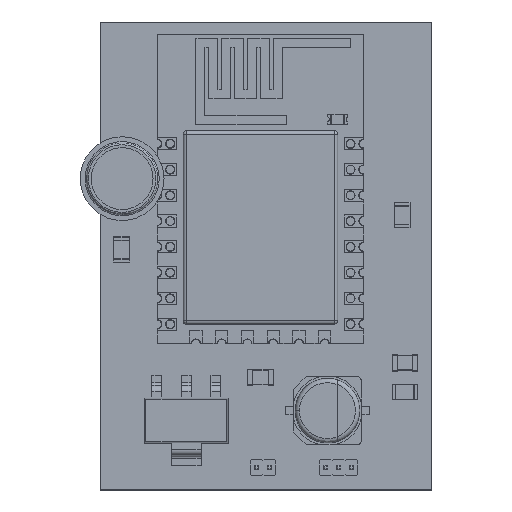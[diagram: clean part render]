
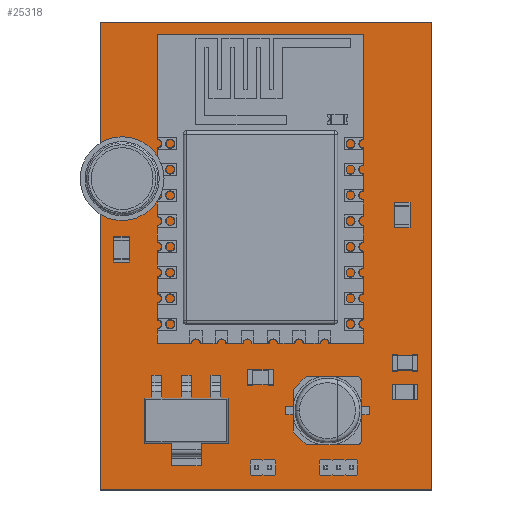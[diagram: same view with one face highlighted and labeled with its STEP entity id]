
A CAD part, top view. The second image highlights one B-rep face of the part: STEP entity #25318.
In plain terms, the highlighted planar face has unit normal (0, 0, 1).
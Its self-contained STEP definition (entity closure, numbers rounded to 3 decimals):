
#25129 = VERTEX_POINT('',#25130);
#25130 = CARTESIAN_POINT('',(150.47,-94.285,1.6));
#25136 = EDGE_CURVE('',#25129,#25137,#25139,.T.);
#25137 = VERTEX_POINT('',#25138);
#25138 = CARTESIAN_POINT('',(124.765,-94.285,1.6));
#25139 = LINE('',#25140,#25141);
#25140 = CARTESIAN_POINT('',(150.47,-94.285,1.6));
#25141 = VECTOR('',#25142,1.);
#25142 = DIRECTION('',(-1.,0.,0.));
#25169 = VERTEX_POINT('',#25170);
#25170 = CARTESIAN_POINT('',(150.47,-57.963,1.6));
#25176 = EDGE_CURVE('',#25169,#25129,#25177,.T.);
#25177 = LINE('',#25178,#25179);
#25178 = CARTESIAN_POINT('',(150.47,-57.963,1.6));
#25179 = VECTOR('',#25180,1.);
#25180 = DIRECTION('',(0.,-1.,0.));
#25198 = EDGE_CURVE('',#25137,#25199,#25201,.T.);
#25199 = VERTEX_POINT('',#25200);
#25200 = CARTESIAN_POINT('',(124.765,-57.963,1.6));
#25201 = LINE('',#25202,#25203);
#25202 = CARTESIAN_POINT('',(124.765,-94.285,1.6));
#25203 = VECTOR('',#25204,1.);
#25204 = DIRECTION('',(0.,1.,0.));
#25318 = ADVANCED_FACE('',(#25319,#25330,#25341,#25352,#25363,#25374,
    #25385,#25396),#25407,.T.);
#25319 = FACE_BOUND('',#25320,.T.);
#25320 = EDGE_LOOP('',(#25321,#25322,#25323,#25329));
#25321 = ORIENTED_EDGE('',*,*,#25136,.F.);
#25322 = ORIENTED_EDGE('',*,*,#25176,.F.);
#25323 = ORIENTED_EDGE('',*,*,#25324,.F.);
#25324 = EDGE_CURVE('',#25199,#25169,#25325,.T.);
#25325 = LINE('',#25326,#25327);
#25326 = CARTESIAN_POINT('',(124.765,-57.963,1.6));
#25327 = VECTOR('',#25328,1.);
#25328 = DIRECTION('',(1.,0.,0.));
#25329 = ORIENTED_EDGE('',*,*,#25198,.F.);
#25330 = FACE_BOUND('',#25331,.T.);
#25331 = EDGE_LOOP('',(#25332));
#25332 = ORIENTED_EDGE('',*,*,#25333,.T.);
#25333 = EDGE_CURVE('',#25334,#25334,#25336,.T.);
#25334 = VERTEX_POINT('',#25335);
#25335 = CARTESIAN_POINT('',(136.871,-92.808,1.6));
#25336 = CIRCLE('',#25337,0.25);
#25337 = AXIS2_PLACEMENT_3D('',#25338,#25339,#25340);
#25338 = CARTESIAN_POINT('',(136.871,-92.558,1.6));
#25339 = DIRECTION('',(-0.,0.,-1.));
#25340 = DIRECTION('',(-0.,-1.,0.));
#25341 = FACE_BOUND('',#25342,.T.);
#25342 = EDGE_LOOP('',(#25343));
#25343 = ORIENTED_EDGE('',*,*,#25344,.T.);
#25344 = EDGE_CURVE('',#25345,#25345,#25347,.T.);
#25345 = VERTEX_POINT('',#25346);
#25346 = CARTESIAN_POINT('',(137.871,-92.808,1.6));
#25347 = CIRCLE('',#25348,0.25);
#25348 = AXIS2_PLACEMENT_3D('',#25349,#25350,#25351);
#25349 = CARTESIAN_POINT('',(137.871,-92.558,1.6));
#25350 = DIRECTION('',(-0.,0.,-1.));
#25351 = DIRECTION('',(-0.,-1.,0.));
#25352 = FACE_BOUND('',#25353,.T.);
#25353 = EDGE_LOOP('',(#25354));
#25354 = ORIENTED_EDGE('',*,*,#25355,.T.);
#25355 = EDGE_CURVE('',#25356,#25356,#25358,.T.);
#25356 = VERTEX_POINT('',#25357);
#25357 = CARTESIAN_POINT('',(142.24,-92.808,1.6));
#25358 = CIRCLE('',#25359,0.25);
#25359 = AXIS2_PLACEMENT_3D('',#25360,#25361,#25362);
#25360 = CARTESIAN_POINT('',(142.24,-92.558,1.6));
#25361 = DIRECTION('',(-0.,0.,-1.));
#25362 = DIRECTION('',(-0.,-1.,0.));
#25363 = FACE_BOUND('',#25364,.T.);
#25364 = EDGE_LOOP('',(#25365));
#25365 = ORIENTED_EDGE('',*,*,#25366,.T.);
#25366 = EDGE_CURVE('',#25367,#25367,#25369,.T.);
#25367 = VERTEX_POINT('',#25368);
#25368 = CARTESIAN_POINT('',(143.24,-92.808,1.6));
#25369 = CIRCLE('',#25370,0.25);
#25370 = AXIS2_PLACEMENT_3D('',#25371,#25372,#25373);
#25371 = CARTESIAN_POINT('',(143.24,-92.558,1.6));
#25372 = DIRECTION('',(-0.,0.,-1.));
#25373 = DIRECTION('',(-0.,-1.,0.));
#25374 = FACE_BOUND('',#25375,.T.);
#25375 = EDGE_LOOP('',(#25376));
#25376 = ORIENTED_EDGE('',*,*,#25377,.T.);
#25377 = EDGE_CURVE('',#25378,#25378,#25380,.T.);
#25378 = VERTEX_POINT('',#25379);
#25379 = CARTESIAN_POINT('',(144.24,-92.808,1.6));
#25380 = CIRCLE('',#25381,0.25);
#25381 = AXIS2_PLACEMENT_3D('',#25382,#25383,#25384);
#25382 = CARTESIAN_POINT('',(144.24,-92.558,1.6));
#25383 = DIRECTION('',(-0.,0.,-1.));
#25384 = DIRECTION('',(-0.,-1.,0.));
#25385 = FACE_BOUND('',#25386,.T.);
#25386 = EDGE_LOOP('',(#25387));
#25387 = ORIENTED_EDGE('',*,*,#25388,.T.);
#25388 = EDGE_CURVE('',#25389,#25389,#25391,.T.);
#25389 = VERTEX_POINT('',#25390);
#25390 = CARTESIAN_POINT('',(126.441,-72.231,1.6));
#25391 = CIRCLE('',#25392,0.4);
#25392 = AXIS2_PLACEMENT_3D('',#25393,#25394,#25395);
#25393 = CARTESIAN_POINT('',(126.441,-71.831,1.6));
#25394 = DIRECTION('',(-0.,0.,-1.));
#25395 = DIRECTION('',(0.,-1.,0.));
#25396 = FACE_BOUND('',#25397,.T.);
#25397 = EDGE_LOOP('',(#25398));
#25398 = ORIENTED_EDGE('',*,*,#25399,.T.);
#25399 = EDGE_CURVE('',#25400,#25400,#25402,.T.);
#25400 = VERTEX_POINT('',#25401);
#25401 = CARTESIAN_POINT('',(126.441,-68.831,1.6));
#25402 = CIRCLE('',#25403,0.4);
#25403 = AXIS2_PLACEMENT_3D('',#25404,#25405,#25406);
#25404 = CARTESIAN_POINT('',(126.441,-68.431,1.6));
#25405 = DIRECTION('',(-0.,0.,-1.));
#25406 = DIRECTION('',(0.,-1.,0.));
#25407 = PLANE('',#25408);
#25408 = AXIS2_PLACEMENT_3D('',#25409,#25410,#25411);
#25409 = CARTESIAN_POINT('',(0.,0.,1.6));
#25410 = DIRECTION('',(0.,0.,1.));
#25411 = DIRECTION('',(1.,0.,-0.));
